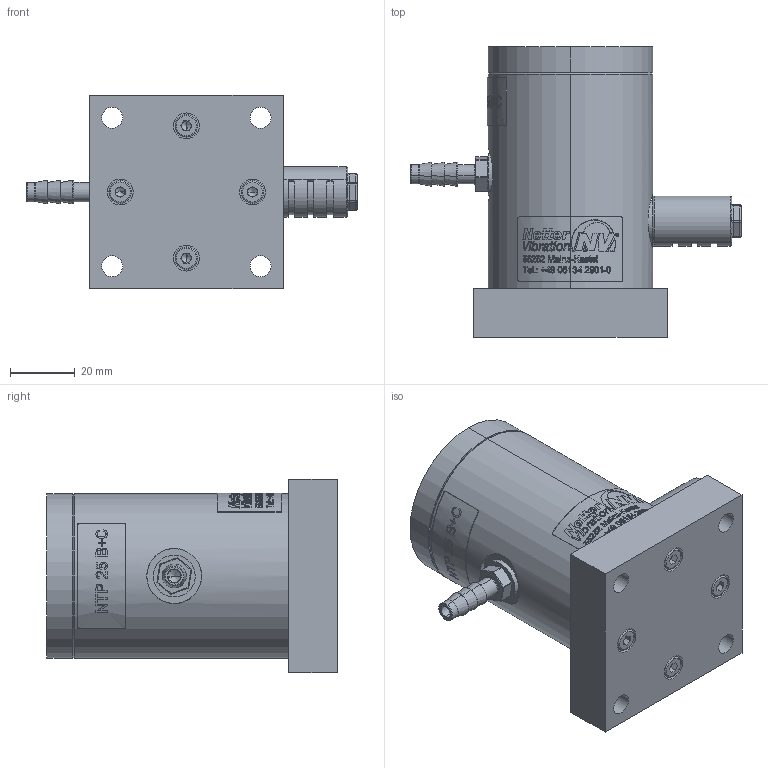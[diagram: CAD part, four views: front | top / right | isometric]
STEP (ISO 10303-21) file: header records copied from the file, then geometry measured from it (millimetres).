
FILE_DESCRIPTION (( 'STEP AP214' ), '1' );
FILE_NAME ('NTP 25 B #04325200+NTP B C #04325201.STEP', '2020-09-18T06:48:56', ( '' ), ( '' ), 'SwSTEP 2.0', 'SolidWorks 2015', '' );
FILE_SCHEMA (( 'AUTOMOTIVE_DESIGN' ));
Length unit declared in the file: millimetre
Products named in the file (1): NTP 25 B #04325200+NTP B C #04325201
Bounding box: 102.5 x 90 x 60 mm (x, y, z)
Volume: 209371.1 mm3; surface area: 44548.1 mm2
Topology: 17 solids, 17 shells, 646 faces, 2091 edges, 1567 vertices
Faces by surface type: cylinder 276, plane 192, torus 68, cone 64, bspline 24, sphere 22
Entity records: 33620 total; most frequent: CARTESIAN_POINT 14391, ORIENTED_EDGE 4086, DIRECTION 3423, EDGE_CURVE 2043, VERTEX_POINT 1567, AXIS2_PLACEMENT_3D 1396, EDGE_LOOP 812, CIRCLE 773
